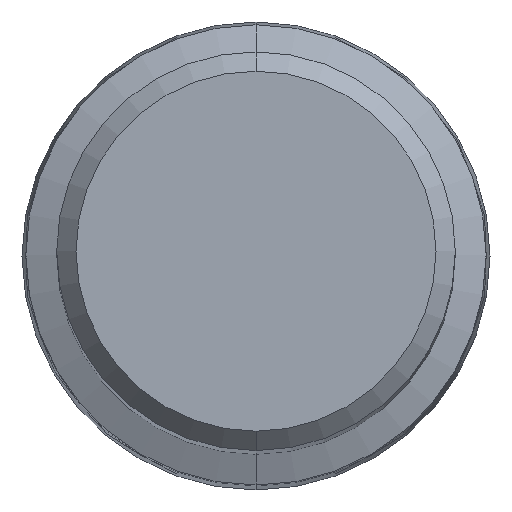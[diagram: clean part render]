
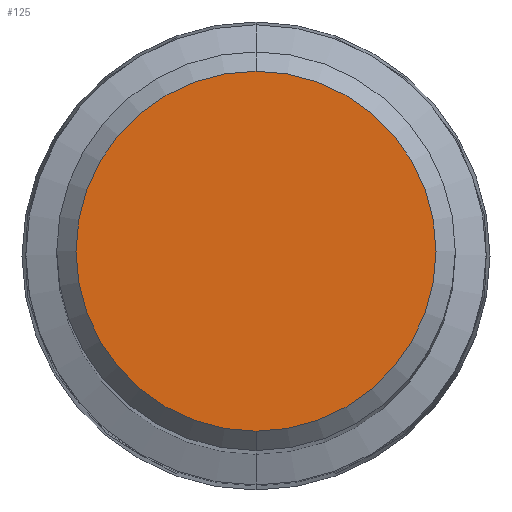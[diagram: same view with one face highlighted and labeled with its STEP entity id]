
A CAD part, top view. The second image highlights one B-rep face of the part: STEP entity #125.
In plain terms, the highlighted planar face has unit normal (0, 0, 1).
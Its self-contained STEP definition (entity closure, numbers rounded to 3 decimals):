
#125=ADVANCED_FACE('',(#324),#325,.T.);
#127=EDGE_CURVE('',#199,#261,#327,.T.);
#199=VERTEX_POINT('',#407);
#261=VERTEX_POINT('',#482);
#275=EDGE_CURVE('',#261,#199,#496,.T.);
#324=FACE_OUTER_BOUND('',#541,.T.);
#325=PLANE('',#542);
#327=CIRCLE('',#545,7.45);
#407=CARTESIAN_POINT('',(0.0,7.45,0.0));
#482=CARTESIAN_POINT('',(0.,-7.45,0.0));
#496=CIRCLE('',#758,7.45);
#541=EDGE_LOOP('',(#801,#802));
#542=AXIS2_PLACEMENT_3D('',#803,#804,#805);
#545=AXIS2_PLACEMENT_3D('',#806,#807,#808);
#758=AXIS2_PLACEMENT_3D('',#1031,#1032,#1033);
#801=ORIENTED_EDGE('',*,*,#127,.F.);
#802=ORIENTED_EDGE('',*,*,#275,.F.);
#803=CARTESIAN_POINT('',(0.0,3.725,0.0));
#804=DIRECTION('',(-0.0,0.0,1.0));
#805=DIRECTION('',(0.0,-1.0,0.0));
#806=CARTESIAN_POINT('',(0.0,0.0,0.0));
#807=DIRECTION('',(0.0,0.0,-1.0));
#808=DIRECTION('',(0.0,1.0,0.0));
#1031=CARTESIAN_POINT('',(0.0,0.0,0.0));
#1032=DIRECTION('',(0.0,0.0,-1.0));
#1033=DIRECTION('',(0.0,1.0,0.0));
